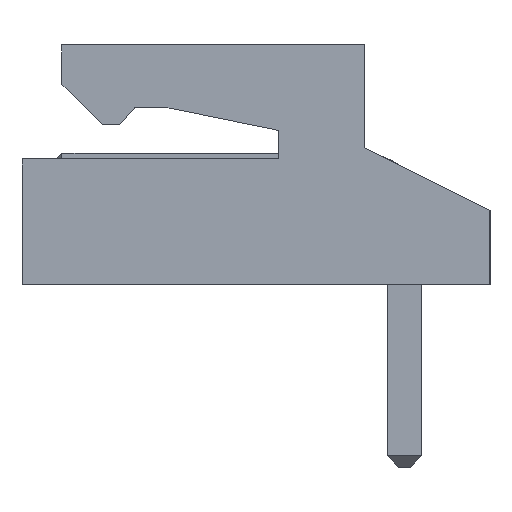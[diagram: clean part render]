
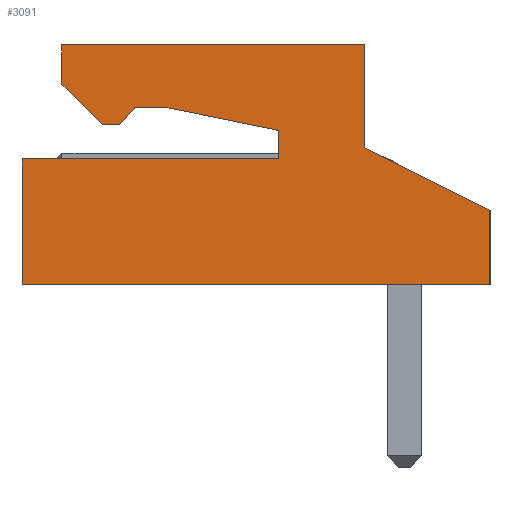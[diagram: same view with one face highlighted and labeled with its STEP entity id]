
A CAD part, left-side view. The second image highlights one B-rep face of the part: STEP entity #3091.
In plain terms, the highlighted face is planar.
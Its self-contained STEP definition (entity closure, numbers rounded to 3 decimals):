
#68 = LINE ( 'NONE', #7537, #4137 ) ;
#109 = CARTESIAN_POINT ( 'NONE',  ( 2.5, 1.3, -1.5 ) ) ;
#202 = EDGE_CURVE ( 'NONE', #3752, #4417, #7644, .T. ) ;
#344 = EDGE_CURVE ( 'NONE', #3892, #4642, #2496, .T. ) ;
#402 = LINE ( 'NONE', #1155, #4354 ) ;
#510 = VECTOR ( 'NONE', #2018, 1000. ) ;
#612 = VECTOR ( 'NONE', #5727, 1000. ) ;
#701 = ORIENTED_EDGE ( 'NONE', *, *, #727, .F. ) ;
#727 = EDGE_CURVE ( 'NONE', #4642, #3146, #7756, .T. ) ;
#745 = ORIENTED_EDGE ( 'NONE', *, *, #3941, .F. ) ;
#785 = ORIENTED_EDGE ( 'NONE', *, *, #6936, .F. ) ;
#813 = DIRECTION ( 'NONE',  ( 0., -1., 0. ) ) ;
#917 = VECTOR ( 'NONE', #1789, 1000. ) ;
#940 = CARTESIAN_POINT ( 'NONE',  ( 2.5, 4.2, 6. ) ) ;
#1083 = CARTESIAN_POINT ( 'NONE',  ( 2.5, 2.2, 2.2 ) ) ;
#1150 = VECTOR ( 'NONE', #2562, 1000. ) ;
#1155 = CARTESIAN_POINT ( 'NONE',  ( 2.5, 0., 6.7 ) ) ;
#1195 = VECTOR ( 'NONE', #3866, 1000. ) ;
#1196 = DIRECTION ( 'NONE',  ( 0., 1., 0. ) ) ;
#1251 = CARTESIAN_POINT ( 'NONE',  ( 2.5, 1.3, -1.5 ) ) ;
#1299 = ORIENTED_EDGE ( 'NONE', *, *, #2838, .T. ) ;
#1302 = CARTESIAN_POINT ( 'NONE',  ( 2.5, 2.8, 4.986 ) ) ;
#1319 = CARTESIAN_POINT ( 'NONE',  ( 2.5, 3.5, 6. ) ) ;
#1398 = LINE ( 'NONE', #109, #1150 ) ;
#1408 = CARTESIAN_POINT ( 'NONE',  ( 2.5, 2.4, 0.7 ) ) ;
#1470 = PLANE ( 'NONE',  #2590 ) ;
#1472 = ORIENTED_EDGE ( 'NONE', *, *, #7266, .F. ) ;
#1510 = ORIENTED_EDGE ( 'NONE', *, *, #2442, .F. ) ;
#1582 = ORIENTED_EDGE ( 'NONE', *, *, #6878, .F. ) ;
#1617 = CARTESIAN_POINT ( 'NONE',  ( 2.5, 0., 6.7 ) ) ;
#1667 = ORIENTED_EDGE ( 'NONE', *, *, #5525, .F. ) ;
#1673 = CARTESIAN_POINT ( 'NONE',  ( 2.5, 2.8, 5.286 ) ) ;
#1691 = EDGE_CURVE ( 'NONE', #7327, #4699, #3820, .T. ) ;
#1760 = VECTOR ( 'NONE', #1196, 1000. ) ;
#1789 = DIRECTION ( 'NONE',  ( 0., -0.447, -0.894 ) ) ;
#1903 = CARTESIAN_POINT ( 'NONE',  ( 2.5, 3.1, 4.721 ) ) ;
#2018 = DIRECTION ( 'NONE',  ( 0., 0.7, 0.714 ) ) ;
#2023 = LINE ( 'NONE', #1903, #612 ) ;
#2298 = CARTESIAN_POINT ( 'NONE',  ( 2.5, 0., -1.5 ) ) ;
#2314 = VECTOR ( 'NONE', #2825, 1000. ) ;
#2409 = CARTESIAN_POINT ( 'NONE',  ( 2.5, 2.8, 4.986 ) ) ;
#2442 = EDGE_CURVE ( 'NONE', #4699, #3892, #2023, .T. ) ;
#2472 = EDGE_CURVE ( 'NONE', #4854, #6748, #1398, .T. ) ;
#2496 = LINE ( 'NONE', #1302, #4609 ) ;
#2509 = VERTEX_POINT ( 'NONE', #940 ) ;
#2562 = DIRECTION ( 'NONE',  ( 0., -1., 0. ) ) ;
#2590 = AXIS2_PLACEMENT_3D ( 'NONE', #1617, #6445, #813 ) ;
#2642 = LINE ( 'NONE', #1319, #510 ) ;
#2718 = FACE_OUTER_BOUND ( 'NONE', #5110, .T. ) ;
#2825 = DIRECTION ( 'NONE',  ( 0., 0., 1. ) ) ;
#2838 = EDGE_CURVE ( 'NONE', #6604, #6748, #68, .T. ) ;
#2873 = VERTEX_POINT ( 'NONE', #7623 ) ;
#2922 = ORIENTED_EDGE ( 'NONE', *, *, #3703, .F. ) ;
#3077 = LINE ( 'NONE', #3172, #1760 ) ;
#3091 = ADVANCED_FACE ( 'NONE', ( #2718 ), #1470, .F. ) ;
#3146 = VERTEX_POINT ( 'NONE', #7226 ) ;
#3154 = VECTOR ( 'NONE', #5747, 1000. ) ;
#3168 = CARTESIAN_POINT ( 'NONE',  ( 2.5, 2.2, 6.7 ) ) ;
#3172 = CARTESIAN_POINT ( 'NONE',  ( 2.5, 4.2, 6. ) ) ;
#3204 = CARTESIAN_POINT ( 'NONE',  ( 2.5, 0., 0.7 ) ) ;
#3212 = LINE ( 'NONE', #3168, #1195 ) ;
#3491 = VERTEX_POINT ( 'NONE', #1083 ) ;
#3551 = ORIENTED_EDGE ( 'NONE', *, *, #4004, .F. ) ;
#3615 = LINE ( 'NONE', #4858, #4495 ) ;
#3703 = EDGE_CURVE ( 'NONE', #3752, #4854, #4278, .T. ) ;
#3724 = CARTESIAN_POINT ( 'NONE',  ( 2.5, 2.7, 2.2 ) ) ;
#3752 = VERTEX_POINT ( 'NONE', #1408 ) ;
#3772 = DIRECTION ( 'NONE',  ( 0., 0.2, 0.98 ) ) ;
#3820 = LINE ( 'NONE', #3724, #6414 ) ;
#3856 = DIRECTION ( 'NONE',  ( 0., 0., -1. ) ) ;
#3866 = DIRECTION ( 'NONE',  ( 0., 0., -1. ) ) ;
#3892 = VERTEX_POINT ( 'NONE', #6209 ) ;
#3917 = ORIENTED_EDGE ( 'NONE', *, *, #344, .F. ) ;
#3939 = CARTESIAN_POINT ( 'NONE',  ( 2.5, 4.2, 6.7 ) ) ;
#3941 = EDGE_CURVE ( 'NONE', #6466, #3491, #3212, .T. ) ;
#4004 = EDGE_CURVE ( 'NONE', #3146, #2873, #2642, .T. ) ;
#4137 = VECTOR ( 'NONE', #4437, 1000. ) ;
#4278 = LINE ( 'NONE', #6896, #917 ) ;
#4354 = VECTOR ( 'NONE', #4895, 1000. ) ;
#4417 = VERTEX_POINT ( 'NONE', #4759 ) ;
#4437 = DIRECTION ( 'NONE',  ( 0., 0., -1. ) ) ;
#4495 = VECTOR ( 'NONE', #6722, 1000. ) ;
#4609 = VECTOR ( 'NONE', #6273, 1000. ) ;
#4642 = VERTEX_POINT ( 'NONE', #2409 ) ;
#4699 = VERTEX_POINT ( 'NONE', #6349 ) ;
#4735 = ORIENTED_EDGE ( 'NONE', *, *, #1691, .F. ) ;
#4759 = CARTESIAN_POINT ( 'NONE',  ( 2.5, 4.2, 0.7 ) ) ;
#4854 = VERTEX_POINT ( 'NONE', #1251 ) ;
#4858 = CARTESIAN_POINT ( 'NONE',  ( 2.5, 2.2, 2.2 ) ) ;
#4895 = DIRECTION ( 'NONE',  ( 0., 1., 0. ) ) ;
#5110 = EDGE_LOOP ( 'NONE', ( #1667, #1472, #3551, #701, #3917, #1510, #4735, #1582, #745, #785, #1299, #6304, #2922, #7896 ) ) ;
#5148 = CARTESIAN_POINT ( 'NONE',  ( 2.5, 2.7, 2.2 ) ) ;
#5213 = LINE ( 'NONE', #3939, #5503 ) ;
#5503 = VECTOR ( 'NONE', #3856, 1000. ) ;
#5525 = EDGE_CURVE ( 'NONE', #2509, #4417, #5213, .T. ) ;
#5727 = DIRECTION ( 'NONE',  ( 0., 0., 1. ) ) ;
#5747 = DIRECTION ( 'NONE',  ( 0., 1., 0. ) ) ;
#5786 = CARTESIAN_POINT ( 'NONE',  ( 2.5, 0., 6.7 ) ) ;
#5950 = CARTESIAN_POINT ( 'NONE',  ( 2.5, 2.2, 6.7 ) ) ;
#6209 = CARTESIAN_POINT ( 'NONE',  ( 2.5, 3.1, 4.721 ) ) ;
#6273 = DIRECTION ( 'NONE',  ( 0., -0.75, 0.661 ) ) ;
#6304 = ORIENTED_EDGE ( 'NONE', *, *, #2472, .F. ) ;
#6349 = CARTESIAN_POINT ( 'NONE',  ( 2.5, 3.1, 4.16 ) ) ;
#6414 = VECTOR ( 'NONE', #3772, 1000. ) ;
#6445 = DIRECTION ( 'NONE',  ( -1., 0., 0. ) ) ;
#6466 = VERTEX_POINT ( 'NONE', #5950 ) ;
#6604 = VERTEX_POINT ( 'NONE', #5786 ) ;
#6722 = DIRECTION ( 'NONE',  ( 0., 1., 0. ) ) ;
#6748 = VERTEX_POINT ( 'NONE', #2298 ) ;
#6878 = EDGE_CURVE ( 'NONE', #3491, #7327, #3615, .T. ) ;
#6896 = CARTESIAN_POINT ( 'NONE',  ( 2.5, 2.4, 0.7 ) ) ;
#6936 = EDGE_CURVE ( 'NONE', #6604, #6466, #402, .T. ) ;
#7226 = CARTESIAN_POINT ( 'NONE',  ( 2.5, 2.8, 5.286 ) ) ;
#7266 = EDGE_CURVE ( 'NONE', #2873, #2509, #3077, .T. ) ;
#7327 = VERTEX_POINT ( 'NONE', #5148 ) ;
#7537 = CARTESIAN_POINT ( 'NONE',  ( 2.5, 0., 6.7 ) ) ;
#7623 = CARTESIAN_POINT ( 'NONE',  ( 2.5, 3.5, 6. ) ) ;
#7644 = LINE ( 'NONE', #3204, #3154 ) ;
#7756 = LINE ( 'NONE', #1673, #2314 ) ;
#7896 = ORIENTED_EDGE ( 'NONE', *, *, #202, .T. ) ;
